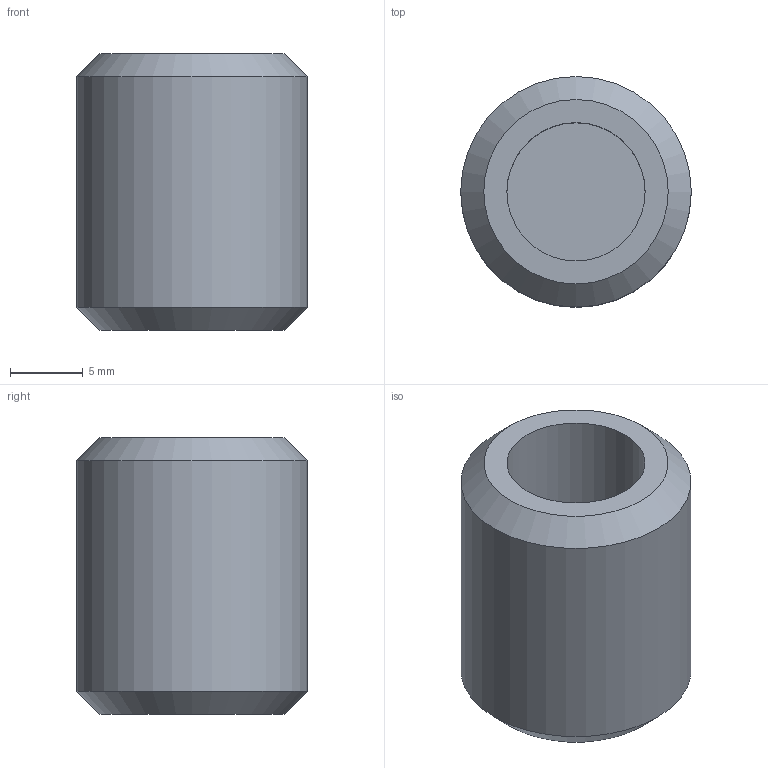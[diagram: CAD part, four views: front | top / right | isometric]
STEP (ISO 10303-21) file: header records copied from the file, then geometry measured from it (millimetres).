
FILE_DESCRIPTION(/* description */ (''),/* implementation_level */ '2;1');
FILE_NAME(/* name */ 'Pieza8-Tarea1.stp',/* time_stamp */ '2024-02-21T19:27:41-06:00',/* author */ ('Diegolap'),/* organization */ (''),/* preprocessor_version */ 'ST-DEVELOPER v19.2',/* originating_system */ 'Autodesk Inventor 2024',/* authorisation */ '');
FILE_SCHEMA (('AUTOMOTIVE_DESIGN { 1 0 10303 214 3 1 1 }'));
Length unit declared in the file: inch
Products named in the file (1): Pieza8-Tarea1
Bounding box: 15.88 x 15.88 x 19.05 mm (x, y, z)
Volume: 2748.4 mm3; surface area: 1626.7 mm2
Topology: 1 solids, 1 shells, 7 faces, 12 edges, 9 vertices
Faces by surface type: plane 3, cone 2, cylinder 2
Full cylindrical faces by diameter (mm): 9.525 x1, 15.875 x1
Entity records: 230 total; most frequent: DIRECTION 36, CARTESIAN_POINT 29, ORIENTED_EDGE 24, AXIS2_PLACEMENT_3D 16, EDGE_CURVE 12, EDGE_LOOP 8, CIRCLE 8, VERTEX_POINT 8
